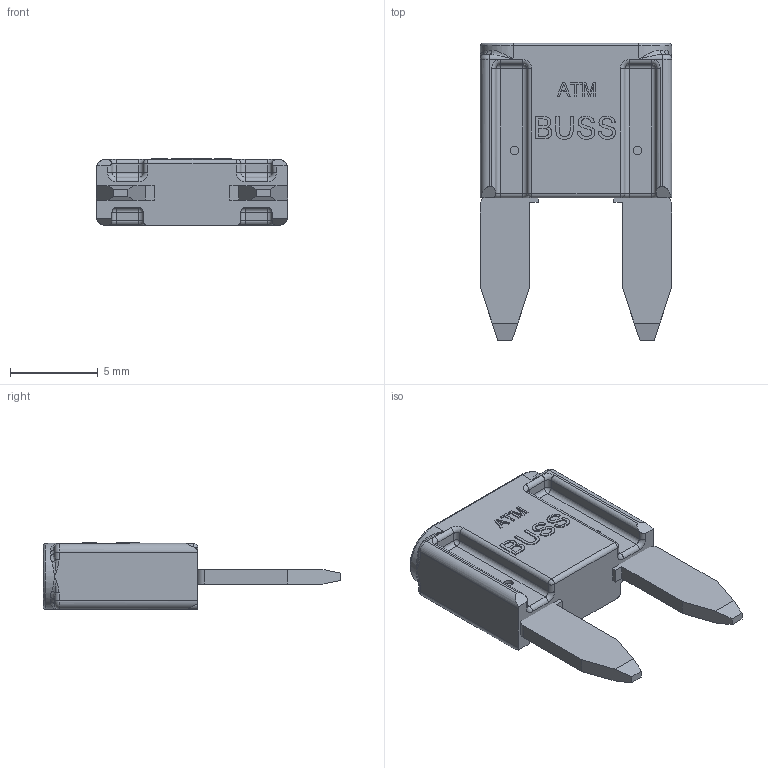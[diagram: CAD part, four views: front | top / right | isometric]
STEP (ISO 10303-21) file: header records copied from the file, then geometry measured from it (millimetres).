
FILE_DESCRIPTION (( 'STEP AP203' ), '1' );
FILE_NAME ('User Library-0297025.STEP', '2021-09-05T16:32:39', ( '' ), ( '' ), 'SwSTEP 2.0', 'SolidWorks 2021', '' );
FILE_SCHEMA (( 'CONFIG_CONTROL_DESIGN' ));
Length unit declared in the file: millimetre
Products named in the file (1): User Library-0297025
Bounding box: 10.9 x 16.93 x 3.81 mm (x, y, z)
Volume: 358.8 mm3; surface area: 601.4 mm2
Topology: 4 solids, 4 shells, 397 faces, 1007 edges, 606 vertices
Faces by surface type: plane 164, cylinder 97, bspline 88, torus 30, sphere 18
Entity records: 15538 total; most frequent: CARTESIAN_POINT 6597, ORIENTED_EDGE 1954, DIRECTION 1649, EDGE_CURVE 977, VERTEX_POINT 606, VECTOR 557, LINE 557, AXIS2_PLACEMENT_3D 546
